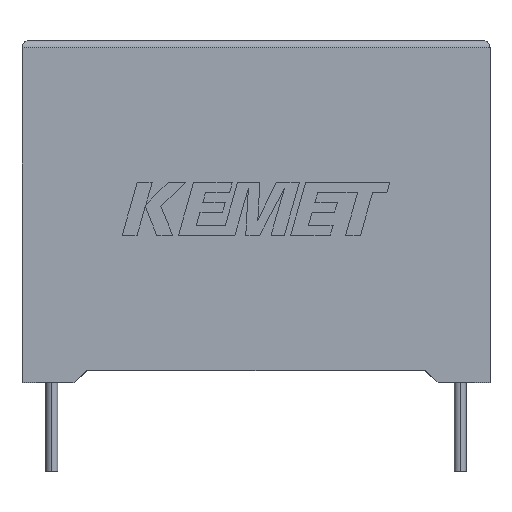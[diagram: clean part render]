
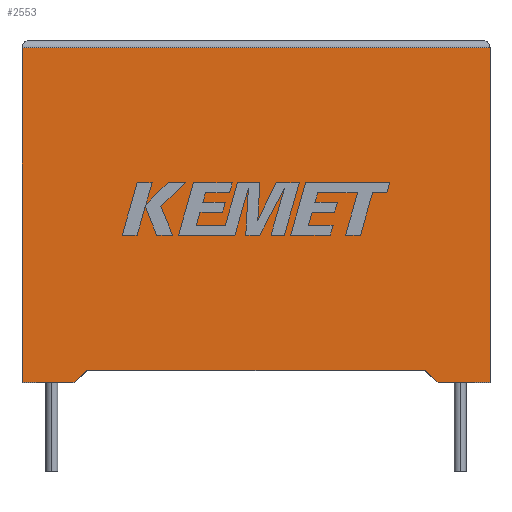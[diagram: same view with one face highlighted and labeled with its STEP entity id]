
A CAD part, top view. The second image highlights one B-rep face of the part: STEP entity #2553.
In plain terms, the highlighted planar face has unit normal (0, 0, 1).
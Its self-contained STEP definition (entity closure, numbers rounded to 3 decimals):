
#9 = ORIENTED_EDGE ( 'NONE', *, *, #823, .F. ) ;
#181 = VERTEX_POINT ( 'NONE', #196 ) ;
#196 = CARTESIAN_POINT ( 'NONE',  ( 27.125, 0.793, 13.5 ) ) ;
#232 = LINE ( 'NONE', #1405, #2787 ) ;
#235 = DIRECTION ( 'NONE',  ( -1., 0., 0. ) ) ;
#246 = VERTEX_POINT ( 'NONE', #2638 ) ;
#254 = ORIENTED_EDGE ( 'NONE', *, *, #1021, .T. ) ;
#293 = CARTESIAN_POINT ( 'NONE',  ( 0., 0., 13.5 ) ) ;
#326 = LINE ( 'NONE', #819, #1729 ) ;
#421 = VERTEX_POINT ( 'NONE', #2467 ) ;
#426 = VERTEX_POINT ( 'NONE', #2239 ) ;
#517 = DIRECTION ( 'NONE',  ( 0., 0., -1. ) ) ;
#567 = VERTEX_POINT ( 'NONE', #3046 ) ;
#570 = DIRECTION ( 'NONE',  ( 1., 0., 0. ) ) ;
#702 = CARTESIAN_POINT ( 'NONE',  ( 3.5, 0., 13.5 ) ) ;
#705 = EDGE_CURVE ( 'NONE', #1341, #2334, #326, .T. ) ;
#819 = CARTESIAN_POINT ( 'NONE',  ( 0., 22.5, 13.5 ) ) ;
#823 = EDGE_CURVE ( 'NONE', #567, #426, #1918, .T. ) ;
#824 = ORIENTED_EDGE ( 'NONE', *, *, #2285, .T. ) ;
#875 = CARTESIAN_POINT ( 'NONE',  ( 15.75, 0.793, 13.5 ) ) ;
#1001 = CARTESIAN_POINT ( 'NONE',  ( 0., 22.5, 13.5 ) ) ;
#1021 = EDGE_CURVE ( 'NONE', #181, #246, #2503, .T. ) ;
#1062 = EDGE_CURVE ( 'NONE', #246, #1412, #2224, .T. ) ;
#1067 = CARTESIAN_POINT ( 'NONE',  ( 0., 0., 13.5 ) ) ;
#1077 = DIRECTION ( 'NONE',  ( 0.741, -0.672, 0. ) ) ;
#1089 = CARTESIAN_POINT ( 'NONE',  ( 31.5, 0., 13.5 ) ) ;
#1191 = LINE ( 'NONE', #2342, #1198 ) ;
#1198 = VECTOR ( 'NONE', #2082, 1000. ) ;
#1200 = DIRECTION ( 'NONE',  ( -0.741, -0.672, 0. ) ) ;
#1341 = VERTEX_POINT ( 'NONE', #1998 ) ;
#1405 = CARTESIAN_POINT ( 'NONE',  ( 31.5, 0., 13.5 ) ) ;
#1412 = VERTEX_POINT ( 'NONE', #1089 ) ;
#1453 = PLANE ( 'NONE',  #2432 ) ;
#1484 = VECTOR ( 'NONE', #570, 1000. ) ;
#1608 = ORIENTED_EDGE ( 'NONE', *, *, #1716, .F. ) ;
#1671 = ORIENTED_EDGE ( 'NONE', *, *, #1062, .T. ) ;
#1672 = DIRECTION ( 'NONE',  ( 0., 1., 0. ) ) ;
#1674 = FACE_OUTER_BOUND ( 'NONE', #1954, .T. ) ;
#1688 = DIRECTION ( 'NONE',  ( 0., -1., 0. ) ) ;
#1716 = EDGE_CURVE ( 'NONE', #181, #567, #2546, .T. ) ;
#1729 = VECTOR ( 'NONE', #2712, 1000. ) ;
#1839 = VECTOR ( 'NONE', #235, 1000. ) ;
#1918 = LINE ( 'NONE', #702, #2566 ) ;
#1954 = EDGE_LOOP ( 'NONE', ( #2818, #3011, #2414, #824, #9, #1608, #254, #1671 ) ) ;
#1998 = CARTESIAN_POINT ( 'NONE',  ( 31.5, 22.5, 13.5 ) ) ;
#2082 = DIRECTION ( 'NONE',  ( 1., 0., 0. ) ) ;
#2122 = VECTOR ( 'NONE', #1077, 1000. ) ;
#2196 = EDGE_CURVE ( 'NONE', #1412, #1341, #232, .T. ) ;
#2224 = LINE ( 'NONE', #1067, #1484 ) ;
#2239 = CARTESIAN_POINT ( 'NONE',  ( 3.5, 0., 13.5 ) ) ;
#2251 = CARTESIAN_POINT ( 'NONE',  ( 28., 0., 13.5 ) ) ;
#2285 = EDGE_CURVE ( 'NONE', #421, #426, #1191, .T. ) ;
#2334 = VERTEX_POINT ( 'NONE', #1001 ) ;
#2342 = CARTESIAN_POINT ( 'NONE',  ( 0., 0., 13.5 ) ) ;
#2380 = VECTOR ( 'NONE', #1688, 1000. ) ;
#2391 = DIRECTION ( 'NONE',  ( -1., 0., 0. ) ) ;
#2414 = ORIENTED_EDGE ( 'NONE', *, *, #2538, .T. ) ;
#2432 = AXIS2_PLACEMENT_3D ( 'NONE', #293, #517, #2391 ) ;
#2467 = CARTESIAN_POINT ( 'NONE',  ( 0., 0., 13.5 ) ) ;
#2503 = LINE ( 'NONE', #2251, #2122 ) ;
#2530 = LINE ( 'NONE', #2649, #2380 ) ;
#2538 = EDGE_CURVE ( 'NONE', #2334, #421, #2530, .T. ) ;
#2546 = LINE ( 'NONE', #875, #1839 ) ;
#2553 = ADVANCED_FACE ( 'NONE', ( #1674 ), #1453, .F. ) ;
#2566 = VECTOR ( 'NONE', #1200, 1000. ) ;
#2638 = CARTESIAN_POINT ( 'NONE',  ( 28., 0., 13.5 ) ) ;
#2649 = CARTESIAN_POINT ( 'NONE',  ( 0., 0., 13.5 ) ) ;
#2712 = DIRECTION ( 'NONE',  ( -1., 0., 0. ) ) ;
#2787 = VECTOR ( 'NONE', #1672, 1000. ) ;
#2818 = ORIENTED_EDGE ( 'NONE', *, *, #2196, .T. ) ;
#3011 = ORIENTED_EDGE ( 'NONE', *, *, #705, .T. ) ;
#3046 = CARTESIAN_POINT ( 'NONE',  ( 4.375, 0.793, 13.5 ) ) ;
